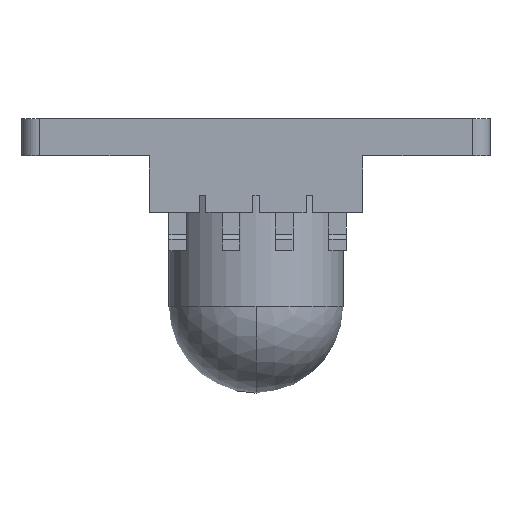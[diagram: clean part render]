
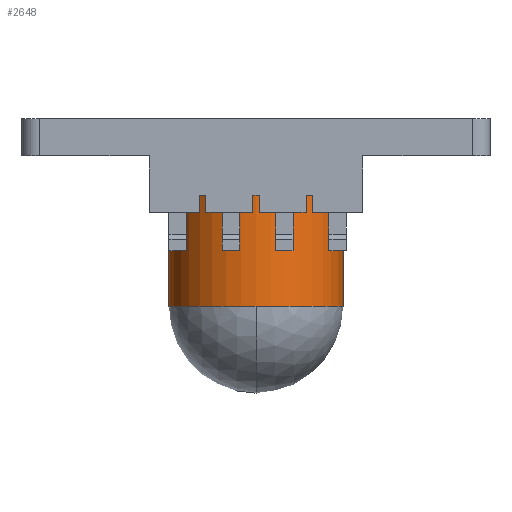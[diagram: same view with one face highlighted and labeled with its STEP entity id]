
A CAD part, front view. The second image highlights one B-rep face of the part: STEP entity #2648.
In plain terms, the highlighted cylindrical face has radius 4 mm (diameter 8 mm), a partial arc.
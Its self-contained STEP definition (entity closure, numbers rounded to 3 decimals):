
#70 = CARTESIAN_POINT ( 'NONE',  ( -4., -12.2, -1.8 ) ) ;
#154 = EDGE_CURVE ( 'NONE', #1517, #1878, #534, .T. ) ;
#198 = AXIS2_PLACEMENT_3D ( 'NONE', #3649, #725, #1401 ) ;
#270 = ORIENTED_EDGE ( 'NONE', *, *, #1050, .F. ) ;
#277 = DIRECTION ( 'NONE',  ( 0., 0., 1. ) ) ;
#332 = EDGE_LOOP ( 'NONE', ( #270, #557, #2346, #1640, #2223, #2005 ) ) ;
#477 = DIRECTION ( 'NONE',  ( 1., 0., 0. ) ) ;
#534 = CIRCLE ( 'NONE', #3537, 4. ) ;
#557 = ORIENTED_EDGE ( 'NONE', *, *, #154, .T. ) ;
#565 = CARTESIAN_POINT ( 'NONE',  ( -4., -12.2, 0. ) ) ;
#622 = EDGE_CURVE ( 'NONE', #851, #856, #2872, .T. ) ;
#713 = CARTESIAN_POINT ( 'NONE',  ( 0., -12.2, 0. ) ) ;
#725 = DIRECTION ( 'NONE',  ( 0., 0., 1. ) ) ;
#851 = VERTEX_POINT ( 'NONE', #3844 ) ;
#856 = VERTEX_POINT ( 'NONE', #1334 ) ;
#900 = CARTESIAN_POINT ( 'NONE',  ( 4., -12.2, -6.9 ) ) ;
#967 = VECTOR ( 'NONE', #277, 1000. ) ;
#1050 = EDGE_CURVE ( 'NONE', #1517, #1906, #2174, .T. ) ;
#1190 = DIRECTION ( 'NONE',  ( 1., 0., 0. ) ) ;
#1334 = CARTESIAN_POINT ( 'NONE',  ( 4., -12.2, -1.8 ) ) ;
#1401 = DIRECTION ( 'NONE',  ( 1., 0., 0. ) ) ;
#1517 = VERTEX_POINT ( 'NONE', #4098 ) ;
#1571 = DIRECTION ( 'NONE',  ( 0., 0., 1. ) ) ;
#1629 = CARTESIAN_POINT ( 'NONE',  ( 0., -16.2, -6.9 ) ) ;
#1640 = ORIENTED_EDGE ( 'NONE', *, *, #2966, .T. ) ;
#1878 = VERTEX_POINT ( 'NONE', #1629 ) ;
#1893 = EDGE_CURVE ( 'NONE', #1906, #851, #3930, .T. ) ;
#1906 = VERTEX_POINT ( 'NONE', #70 ) ;
#1911 = AXIS2_PLACEMENT_3D ( 'NONE', #2901, #2197, #2559 ) ;
#2005 = ORIENTED_EDGE ( 'NONE', *, *, #1893, .F. ) ;
#2111 = CARTESIAN_POINT ( 'NONE',  ( 0., -12.2, -6.9 ) ) ;
#2121 = DIRECTION ( 'NONE',  ( 0., 0., 1. ) ) ;
#2174 = LINE ( 'NONE', #565, #967 ) ;
#2197 = DIRECTION ( 'NONE',  ( 0., 0., 1. ) ) ;
#2223 = ORIENTED_EDGE ( 'NONE', *, *, #622, .F. ) ;
#2346 = ORIENTED_EDGE ( 'NONE', *, *, #3332, .T. ) ;
#2377 = DIRECTION ( 'NONE',  ( 0., 0., 1. ) ) ;
#2449 = CARTESIAN_POINT ( 'NONE',  ( 4., -12.2, 0. ) ) ;
#2514 = VECTOR ( 'NONE', #2121, 1000. ) ;
#2559 = DIRECTION ( 'NONE',  ( 1., 0., 0. ) ) ;
#2648 = ADVANCED_FACE ( 'NONE', ( #3594 ), #2992, .T. ) ;
#2872 = CIRCLE ( 'NONE', #3425, 4. ) ;
#2901 = CARTESIAN_POINT ( 'NONE',  ( 0., -12.2, -6.9 ) ) ;
#2966 = EDGE_CURVE ( 'NONE', #3948, #856, #3084, .T. ) ;
#2974 = DIRECTION ( 'NONE',  ( 1., 0., 0. ) ) ;
#2992 = CYLINDRICAL_SURFACE ( 'NONE', #3343, 4. ) ;
#3084 = LINE ( 'NONE', #2449, #2514 ) ;
#3273 = DIRECTION ( 'NONE',  ( 0., 0., 1. ) ) ;
#3332 = EDGE_CURVE ( 'NONE', #1878, #3948, #3731, .T. ) ;
#3343 = AXIS2_PLACEMENT_3D ( 'NONE', #713, #3273, #2974 ) ;
#3425 = AXIS2_PLACEMENT_3D ( 'NONE', #3780, #1571, #1190 ) ;
#3537 = AXIS2_PLACEMENT_3D ( 'NONE', #2111, #2377, #477 ) ;
#3594 = FACE_OUTER_BOUND ( 'NONE', #332, .T. ) ;
#3649 = CARTESIAN_POINT ( 'NONE',  ( 0., -12.2, -1.8 ) ) ;
#3731 = CIRCLE ( 'NONE', #1911, 4. ) ;
#3780 = CARTESIAN_POINT ( 'NONE',  ( 0., -12.2, -1.8 ) ) ;
#3844 = CARTESIAN_POINT ( 'NONE',  ( 0., -16.2, -1.8 ) ) ;
#3930 = CIRCLE ( 'NONE', #198, 4. ) ;
#3948 = VERTEX_POINT ( 'NONE', #900 ) ;
#4098 = CARTESIAN_POINT ( 'NONE',  ( -4., -12.2, -6.9 ) ) ;
